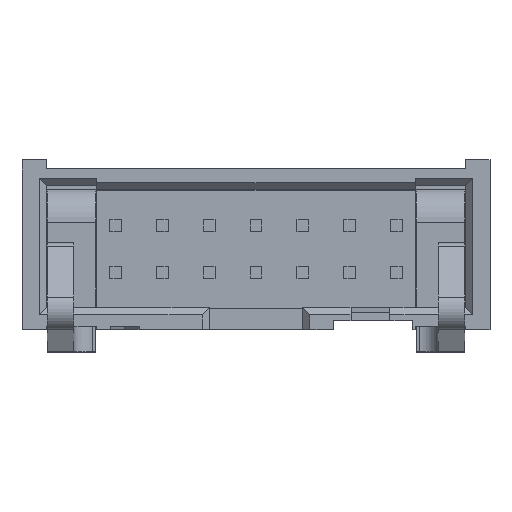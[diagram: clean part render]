
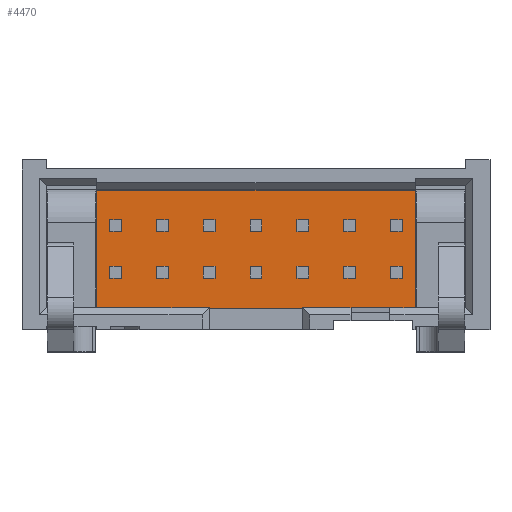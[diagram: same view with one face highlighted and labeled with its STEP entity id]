
A CAD part, top view. The second image highlights one B-rep face of the part: STEP entity #4470.
In plain terms, the highlighted planar face has unit normal (0, 0, 1).
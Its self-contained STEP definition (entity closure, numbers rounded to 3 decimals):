
#109=LINE('',#6549,#633);
#120=LINE('',#6571,#644);
#123=LINE('',#6579,#647);
#167=LINE('',#6662,#691);
#197=LINE('',#6720,#721);
#202=LINE('',#6727,#726);
#221=LINE('',#6763,#745);
#280=LINE('',#6880,#804);
#633=VECTOR('',#5247,6.096);
#644=VECTOR('',#5260,1.765);
#647=VECTOR('',#5265,3.01);
#691=VECTOR('',#5325,6.401);
#721=VECTOR('',#5379,1.321);
#726=VECTOR('',#5386,5.08);
#745=VECTOR('',#5423,6.401);
#804=VECTOR('',#5534,17.272);
#1221=PLANE('',#4788);
#1471=FACE_OUTER_BOUND('',#1753,.T.);
#1753=EDGE_LOOP('',(#3601,#3602,#3603,#3604,#3605,#3606,#3607,#3608));
#2120=VERTEX_POINT('',#6545);
#2122=VERTEX_POINT('',#6548);
#2131=VERTEX_POINT('',#6568);
#2132=VERTEX_POINT('',#6570);
#2135=VERTEX_POINT('',#6576);
#2136=VERTEX_POINT('',#6578);
#2167=VERTEX_POINT('',#6661);
#2192=VERTEX_POINT('',#6761);
#2560=EDGE_CURVE('',#2122,#2120,#109,.T.);
#2571=EDGE_CURVE('',#2132,#2131,#120,.T.);
#2575=EDGE_CURVE('',#2136,#2135,#123,.T.);
#2619=EDGE_CURVE('',#2167,#2122,#167,.T.);
#2650=EDGE_CURVE('',#2135,#2132,#197,.T.);
#2655=EDGE_CURVE('',#2120,#2136,#202,.T.);
#2674=EDGE_CURVE('',#2192,#2131,#221,.T.);
#2733=EDGE_CURVE('',#2192,#2167,#280,.T.);
#3601=ORIENTED_EDGE('',*,*,#2619,.T.);
#3602=ORIENTED_EDGE('',*,*,#2560,.T.);
#3603=ORIENTED_EDGE('',*,*,#2655,.T.);
#3604=ORIENTED_EDGE('',*,*,#2575,.T.);
#3605=ORIENTED_EDGE('',*,*,#2650,.T.);
#3606=ORIENTED_EDGE('',*,*,#2571,.T.);
#3607=ORIENTED_EDGE('',*,*,#2674,.F.);
#3608=ORIENTED_EDGE('',*,*,#2733,.T.);
#4470=ADVANCED_FACE('',(#1471),#1221,.T.);
#4788=AXIS2_PLACEMENT_3D('',#6887,#5544,#5545);
#5247=DIRECTION('',(1.,0.,0.));
#5260=DIRECTION('',(1.,0.,0.));
#5265=DIRECTION('',(1.,0.,0.));
#5325=DIRECTION('',(0.,-1.,0.));
#5379=DIRECTION('',(1.,0.,0.));
#5386=DIRECTION('',(1.,0.,0.));
#5423=DIRECTION('',(0.,-1.,0.));
#5534=DIRECTION('',(-1.,0.,0.));
#5544=DIRECTION('center_axis',(0.,0.,1.));
#5545=DIRECTION('ref_axis',(1.,0.,0.));
#6545=CARTESIAN_POINT('',(-2.54,-3.2,4.013));
#6548=CARTESIAN_POINT('',(-8.636,-3.2,4.013));
#6549=CARTESIAN_POINT('',(-8.636,-3.2,4.013));
#6568=CARTESIAN_POINT('',(8.636,-3.2,4.013));
#6570=CARTESIAN_POINT('',(6.871,-3.2,4.013));
#6571=CARTESIAN_POINT('',(6.871,-3.2,4.013));
#6576=CARTESIAN_POINT('',(5.55,-3.2,4.013));
#6578=CARTESIAN_POINT('',(2.54,-3.2,4.013));
#6579=CARTESIAN_POINT('',(2.54,-3.2,4.013));
#6661=CARTESIAN_POINT('',(-8.636,3.2,4.013));
#6662=CARTESIAN_POINT('',(-8.636,3.2,4.013));
#6720=CARTESIAN_POINT('',(5.55,-3.2,4.013));
#6727=CARTESIAN_POINT('',(-2.54,-3.2,4.013));
#6761=CARTESIAN_POINT('',(8.636,3.2,4.013));
#6763=CARTESIAN_POINT('',(8.636,3.2,4.013));
#6880=CARTESIAN_POINT('',(8.636,3.2,4.013));
#6887=CARTESIAN_POINT('Origin',(9.5,3.52,4.013));
